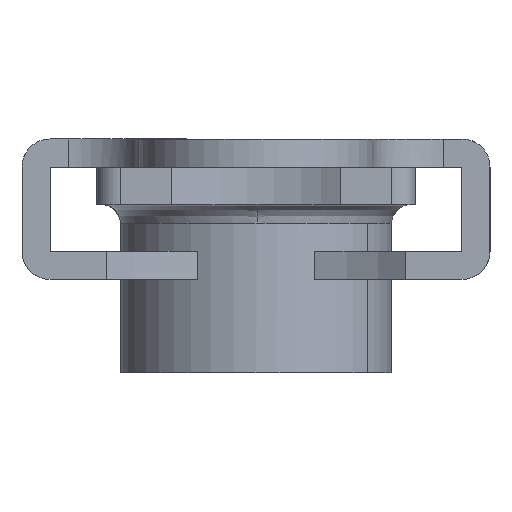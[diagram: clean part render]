
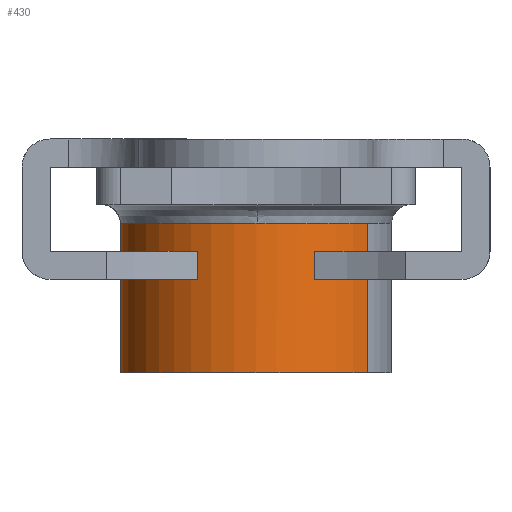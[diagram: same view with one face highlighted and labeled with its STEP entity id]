
A CAD part, left-side view. The second image highlights one B-rep face of the part: STEP entity #430.
In plain terms, the highlighted free-form (B-spline) face has degree [2, 1] with [9, 2] control points.
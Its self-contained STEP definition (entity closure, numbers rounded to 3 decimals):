
#264=CARTESIAN_POINT('',(-1.655,-2.381,-1.72));
#265=CARTESIAN_POINT('',(-2.783,-1.597,-1.72));
#266=CARTESIAN_POINT('',(-2.891,-0.228,-1.72));
#267=CARTESIAN_POINT('',(-3.119,2.664,-1.72));
#268=CARTESIAN_POINT('',(-0.228,2.891,-1.72));
#269=CARTESIAN_POINT('',(2.664,3.119,-1.72));
#270=CARTESIAN_POINT('',(2.891,0.228,-1.72));
#271=CARTESIAN_POINT('',(3.119,-2.664,-1.72));
#272=CARTESIAN_POINT('',(0.228,-2.891,-1.72));
#273=CARTESIAN_POINT('',(-1.655,-2.381,-5.082));
#274=CARTESIAN_POINT('',(-2.783,-1.597,-5.082));
#275=CARTESIAN_POINT('',(-2.891,-0.228,-5.082));
#276=CARTESIAN_POINT('',(-3.119,2.664,-5.082));
#277=CARTESIAN_POINT('',(-0.228,2.891,-5.082));
#278=CARTESIAN_POINT('',(2.664,3.119,-5.082));
#279=CARTESIAN_POINT('',(2.891,0.228,-5.082));
#280=CARTESIAN_POINT('',(3.119,-2.664,-5.082));
#281=CARTESIAN_POINT('',(0.228,-2.891,-5.082));
#289=(BOUNDED_SURFACE()B_SPLINE_SURFACE(2,1,((#264,#273),(#265,#274),(#266,#275),(#267,#276),(#268,#277),(#269,#278),(#270,#279),(#271,#280),(#272,#281)),.UNSPECIFIED.,.F.,.F.,.U.)B_SPLINE_SURFACE_WITH_KNOTS((3,2,2,2,3),(2,2),(0.0,2.691,7.496,12.3,17.105),(0.0,3.362),.UNSPECIFIED.)GEOMETRIC_REPRESENTATION_ITEM()RATIONAL_B_SPLINE_SURFACE(((0.856,0.856),(0.836,0.836),(1.0,1.0),(0.707,0.707),(1.0,1.0),(0.707,0.707),(1.0,1.0),(0.707,0.707),(1.0,1.0)))REPRESENTATION_ITEM('')SURFACE());
#290=CARTESIAN_POINT('',(-1.655,-2.381,-1.8));
#291=VERTEX_POINT('',#290);
#292=CARTESIAN_POINT('',(-2.9,-0.036,-1.8));
#293=VERTEX_POINT('',#292);
#294=CARTESIAN_POINT('',(-1.655,-2.381,-1.8));
#295=CARTESIAN_POINT('',(-2.881,-1.529,-1.8));
#296=CARTESIAN_POINT('',(-2.9,-0.036,-1.8));
#304=(BOUNDED_CURVE()B_SPLINE_CURVE(2,(#294,#295,#296),.UNSPECIFIED.,.F.,.U.)B_SPLINE_CURVE_WITH_KNOTS((3,3),(0.848,0.998),.UNSPECIFIED.)CURVE()GEOMETRIC_REPRESENTATION_ITEM()RATIONAL_B_SPLINE_CURVE((0.86,0.823,0.995))REPRESENTATION_ITEM(''));
#305=EDGE_CURVE('',#291,#293,#304,.T.);
#306=ORIENTED_EDGE('',*,*,#305,.T.);
#307=CARTESIAN_POINT('',(-2.9,0.0,-1.8));
#308=VERTEX_POINT('',#307);
#309=CARTESIAN_POINT('',(-2.9,-0.036,-1.8));
#310=CARTESIAN_POINT('',(-2.9,-0.018,-1.8));
#311=CARTESIAN_POINT('',(-2.9,0.0,-1.8));
#319=(BOUNDED_CURVE()B_SPLINE_CURVE(2,(#309,#310,#311),.UNSPECIFIED.,.F.,.U.)B_SPLINE_CURVE_WITH_KNOTS((3,3),(0.998,1.0),.UNSPECIFIED.)CURVE()GEOMETRIC_REPRESENTATION_ITEM()RATIONAL_B_SPLINE_CURVE((0.995,0.997,1.0))REPRESENTATION_ITEM(''));
#320=EDGE_CURVE('',#293,#308,#319,.T.);
#321=ORIENTED_EDGE('',*,*,#320,.T.);
#322=CARTESIAN_POINT('',(-0.202,2.893,-1.8));
#323=VERTEX_POINT('',#322);
#324=CARTESIAN_POINT('',(-2.9,0.0,-1.8));
#325=CARTESIAN_POINT('',(-2.9,2.704,-1.8));
#326=CARTESIAN_POINT('',(-0.202,2.893,-1.8));
#334=(BOUNDED_CURVE()B_SPLINE_CURVE(2,(#324,#325,#326),.UNSPECIFIED.,.F.,.U.)B_SPLINE_CURVE_WITH_KNOTS((3,3),(0.0,0.238),.UNSPECIFIED.)CURVE()GEOMETRIC_REPRESENTATION_ITEM()RATIONAL_B_SPLINE_CURVE((1.0,0.721,0.973))REPRESENTATION_ITEM(''));
#335=EDGE_CURVE('',#308,#323,#334,.T.);
#336=ORIENTED_EDGE('',*,*,#335,.T.);
#337=CARTESIAN_POINT('',(2.9,0.0,-1.8));
#338=VERTEX_POINT('',#337);
#339=CARTESIAN_POINT('',(-0.202,2.893,-1.8));
#340=CARTESIAN_POINT('',(-0.101,2.9,-1.8));
#341=CARTESIAN_POINT('',(0.0,2.9,-1.8));
#342=CARTESIAN_POINT('',(2.9,2.9,-1.8));
#343=CARTESIAN_POINT('',(2.9,0.0,-1.8));
#351=(BOUNDED_CURVE()B_SPLINE_CURVE(2,(#339,#340,#341,#342,#343),.UNSPECIFIED.,.F.,.U.)B_SPLINE_CURVE_WITH_KNOTS((3,2,3),(0.238,0.25,0.5),.UNSPECIFIED.)CURVE()GEOMETRIC_REPRESENTATION_ITEM()RATIONAL_B_SPLINE_CURVE((0.973,0.986,1.0,0.707,1.0))REPRESENTATION_ITEM(''));
#352=EDGE_CURVE('',#323,#338,#351,.T.);
#353=ORIENTED_EDGE('',*,*,#352,.T.);
#354=CARTESIAN_POINT('',(0.228,-2.891,-1.8));
#355=VERTEX_POINT('',#354);
#356=CARTESIAN_POINT('',(2.9,0.0,-1.8));
#357=CARTESIAN_POINT('',(2.9,-2.681,-1.8));
#358=CARTESIAN_POINT('',(0.228,-2.891,-1.8));
#366=(BOUNDED_CURVE()B_SPLINE_CURVE(2,(#356,#357,#358),.UNSPECIFIED.,.F.,.U.)B_SPLINE_CURVE_WITH_KNOTS((3,3),(0.5,0.736),.UNSPECIFIED.)CURVE()GEOMETRIC_REPRESENTATION_ITEM()RATIONAL_B_SPLINE_CURVE((1.0,0.723,0.97))REPRESENTATION_ITEM(''));
#367=EDGE_CURVE('',#338,#355,#366,.T.);
#368=ORIENTED_EDGE('',*,*,#367,.T.);
#369=CARTESIAN_POINT('',(0.228,-2.891,-5.0));
#370=VERTEX_POINT('',#369);
#371=CARTESIAN_POINT('',(0.228,-2.891,-1.8));
#372=CARTESIAN_POINT('',(0.228,-2.891,-5.0));
#373=QUASI_UNIFORM_CURVE('',1,(#371,#372),.UNSPECIFIED.,.F.,.U.);
#374=EDGE_CURVE('',#355,#370,#373,.T.);
#375=ORIENTED_EDGE('',*,*,#374,.T.);
#376=CARTESIAN_POINT('',(2.9,0.0,-5.0));
#377=VERTEX_POINT('',#376);
#378=CARTESIAN_POINT('',(2.9,0.0,-5.0));
#379=CARTESIAN_POINT('',(2.9,-2.681,-5.));
#380=CARTESIAN_POINT('',(0.228,-2.891,-5.));
#388=(BOUNDED_CURVE()B_SPLINE_CURVE(2,(#378,#379,#380),.UNSPECIFIED.,.F.,.U.)B_SPLINE_CURVE_WITH_KNOTS((3,3),(0.0,0.236),.UNSPECIFIED.)CURVE()GEOMETRIC_REPRESENTATION_ITEM()RATIONAL_B_SPLINE_CURVE((1.0,0.723,0.97))REPRESENTATION_ITEM(''));
#389=EDGE_CURVE('',#377,#370,#388,.T.);
#390=ORIENTED_EDGE('',*,*,#389,.F.);
#391=CARTESIAN_POINT('',(-2.9,0.0,-5.0));
#392=VERTEX_POINT('',#391);
#393=CARTESIAN_POINT('',(-2.9,0.0,-5.0));
#394=CARTESIAN_POINT('',(-2.9,2.9,-5.));
#395=CARTESIAN_POINT('',(0.0,2.9,-5.0));
#396=CARTESIAN_POINT('',(2.9,2.9,-5.));
#397=CARTESIAN_POINT('',(2.9,0.0,-5.0));
#405=(BOUNDED_CURVE()B_SPLINE_CURVE(2,(#393,#394,#395,#396,#397),.UNSPECIFIED.,.F.,.U.)B_SPLINE_CURVE_WITH_KNOTS((3,2,3),(0.5,0.75,1.0),.UNSPECIFIED.)CURVE()GEOMETRIC_REPRESENTATION_ITEM()RATIONAL_B_SPLINE_CURVE((1.0,0.707,1.0,0.707,1.0))REPRESENTATION_ITEM(''));
#406=EDGE_CURVE('',#392,#377,#405,.T.);
#407=ORIENTED_EDGE('',*,*,#406,.F.);
#408=CARTESIAN_POINT('',(-1.655,-2.381,-5.0));
#409=VERTEX_POINT('',#408);
#410=CARTESIAN_POINT('',(-1.655,-2.381,-5.0));
#411=CARTESIAN_POINT('',(-2.9,-1.516,-5.0));
#412=CARTESIAN_POINT('',(-2.9,0.0,-5.0));
#420=(BOUNDED_CURVE()B_SPLINE_CURVE(2,(#410,#411,#412),.UNSPECIFIED.,.F.,.U.)B_SPLINE_CURVE_WITH_KNOTS((3,3),(0.348,0.5),.UNSPECIFIED.)CURVE()GEOMETRIC_REPRESENTATION_ITEM()RATIONAL_B_SPLINE_CURVE((0.86,0.822,1.0))REPRESENTATION_ITEM(''));
#421=EDGE_CURVE('',#409,#392,#420,.T.);
#422=ORIENTED_EDGE('',*,*,#421,.F.);
#423=CARTESIAN_POINT('',(-1.655,-2.381,-1.8));
#424=CARTESIAN_POINT('',(-1.655,-2.381,-5.0));
#425=QUASI_UNIFORM_CURVE('',1,(#423,#424),.UNSPECIFIED.,.F.,.U.);
#426=EDGE_CURVE('',#291,#409,#425,.T.);
#427=ORIENTED_EDGE('',*,*,#426,.F.);
#428=EDGE_LOOP('',(#306,#321,#336,#353,#368,#375,#390,#407,#422,#427));
#429=FACE_OUTER_BOUND('',#428,.T.);
#430=ADVANCED_FACE('',(#429),#289,.T.);
